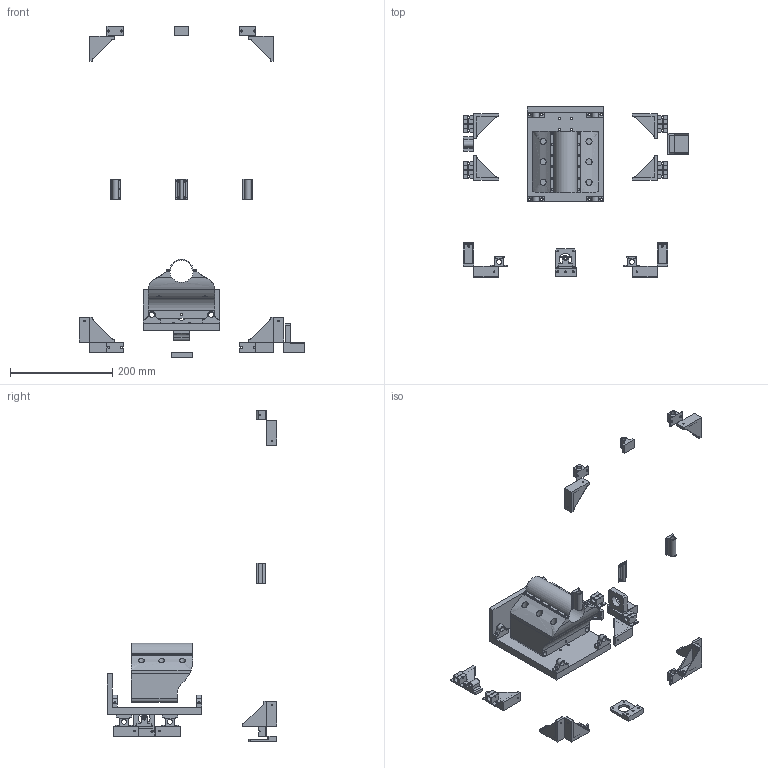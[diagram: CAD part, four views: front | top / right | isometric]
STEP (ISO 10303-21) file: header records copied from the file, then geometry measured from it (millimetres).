
FILE_DESCRIPTION(/* description */ (''),/* implementation_level */ '2;1');
FILE_NAME(/* name */ '3d printable .step',/* time_stamp */ '2025-12-09T10:10:58+01:00',/* author */ (''),/* organization */ (''),/* preprocessor_version */ 'ST-DEVELOPER v20.1',/* originating_system */ 'Autodesk Translation Framework v14.21.0.0',/* authorisation */ '');
FILE_SCHEMA (('AUTOMOTIVE_DESIGN { 1 0 10303 214 3 1 1 }'));
Length unit declared in the file: centimetre
Products named in the file (36): FusionComponent; Component36; Component19; Component20; Component18; Component17; Component25; Component12; Component13; Component14; Component11; Component6; Component2; Component4; Component3; Component5; Component33; Component26; Component30; Component31; Component29; Component27; Component28; Component32; Component35; Component34; Component8; Component9; Component10; Component16; Component15; Component7; Component22; Component21; Component23; Component24
Assembly tree (35 placements, depth 2):
  FusionComponent
    Component36
    Component19
    Component20
    Component18
    Component17
    Component25
    Component12
    Component13
    Component14
    Component11
    Component6
    Component2
    Component4
    Component3
    Component5
    Component33
    Component26
    Component30
    Component31
    Component29
    Component27
    Component28
    Component32
    Component35
    Component34
    Component8
    Component9
    Component10
    Component16
    Component15
    Component7
    Component22
    Component21
    Component23
    Component24
Bounding box: 441.46 x 333.29 x 650.89 mm (x, y, z)
Volume: 1803751.6 mm3; surface area: 380542.6 mm2
Topology: 36 solids, 36 shells, 685 faces, 1852 edges, 1233 vertices
Faces by surface type: plane 406, cylinder 255, cone 22, bspline 2
Full cylindrical faces by diameter (mm): 1.623 x16, 2 x6, 2.5 x18, 2.529 x20, 4 x47, 4.063 x1, 4.078 x1, 4.1 x1, 4.234 x18, 5 x16, 7.166 x2, 10 x6, 10.074 x2, 10.08 x2, 10.121 x1, 10.123 x1, 12.023 x12, 21.6 x1, 23 x2
Entity records: 24829 total; most frequent: CARTESIAN_POINT 5477, DIRECTION 3820, ORIENTED_EDGE 3704, EDGE_CURVE 1852, AXIS2_PLACEMENT_3D 1307, VERTEX_POINT 1233, LINE 1206, VECTOR 1206
